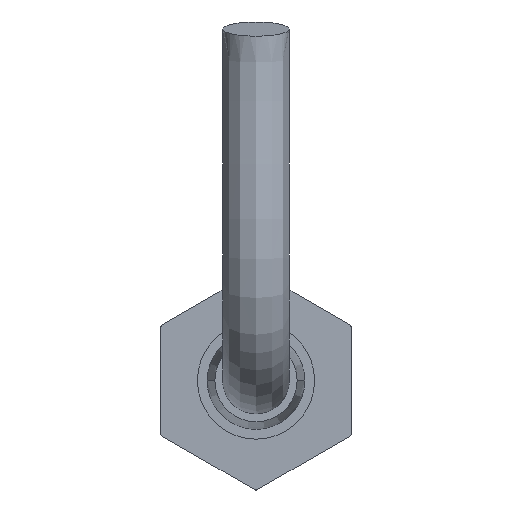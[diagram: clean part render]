
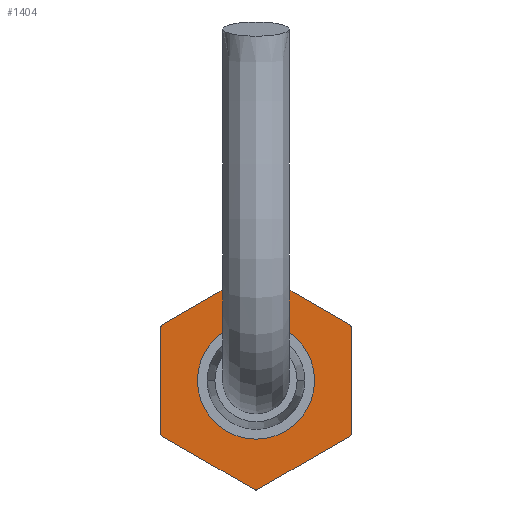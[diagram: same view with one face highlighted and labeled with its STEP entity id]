
A CAD part, front view. The second image highlights one B-rep face of the part: STEP entity #1404.
In plain terms, the highlighted face is planar.
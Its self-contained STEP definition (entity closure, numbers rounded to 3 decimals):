
#18 = EDGE_CURVE ( 'NONE', #447, #1159, #1842, .T. ) ;
#33 = AXIS2_PLACEMENT_3D ( 'NONE', #341, #1361, #1339 ) ;
#106 = ORIENTED_EDGE ( 'NONE', *, *, #1657, .F. ) ;
#112 = VERTEX_POINT ( 'NONE', #1138 ) ;
#115 = DIRECTION ( 'NONE',  ( 0., 0., -1. ) ) ;
#122 = CARTESIAN_POINT ( 'NONE',  ( 26., -3.784, 6.447 ) ) ;
#149 = ORIENTED_EDGE ( 'NONE', *, *, #361, .F. ) ;
#153 = ORIENTED_EDGE ( 'NONE', *, *, #825, .T. ) ;
#183 = AXIS2_PLACEMENT_3D ( 'NONE', #1413, #1879, #115 ) ;
#247 = VERTEX_POINT ( 'NONE', #1767 ) ;
#249 = ORIENTED_EDGE ( 'NONE', *, *, #1226, .T. ) ;
#297 = DIRECTION ( 'NONE',  ( 0., 0., -1. ) ) ;
#305 = CARTESIAN_POINT ( 'NONE',  ( 26., -7.475, 0.053 ) ) ;
#310 = DIRECTION ( 'NONE',  ( 0., 0., -1. ) ) ;
#314 = CARTESIAN_POINT ( 'NONE',  ( 26., -3.691, -6.5 ) ) ;
#316 = CARTESIAN_POINT ( 'NONE',  ( 26., -3.784, -6.447 ) ) ;
#333 = CIRCLE ( 'NONE', #400, 7.475 ) ;
#341 = CARTESIAN_POINT ( 'NONE',  ( 26., 0., 0. ) ) ;
#345 = CARTESIAN_POINT ( 'NONE',  ( 26., 0., 0. ) ) ;
#350 = ORIENTED_EDGE ( 'NONE', *, *, #1259, .F. ) ;
#361 = EDGE_CURVE ( 'NONE', #1664, #1289, #1327, .T. ) ;
#400 = AXIS2_PLACEMENT_3D ( 'NONE', #1628, #1633, #310 ) ;
#422 = DIRECTION ( 'NONE',  ( -1., 0., 0. ) ) ;
#437 = LINE ( 'NONE', #850, #1812 ) ;
#441 = EDGE_LOOP ( 'NONE', ( #149, #1691 ) ) ;
#447 = VERTEX_POINT ( 'NONE', #1487 ) ;
#455 = EDGE_CURVE ( 'NONE', #1897, #582, #1863, .T. ) ;
#462 = DIRECTION ( 'NONE',  ( 1., 0., 0. ) ) ;
#477 = DIRECTION ( 'NONE',  ( 0., 0., -1. ) ) ;
#502 = VECTOR ( 'NONE', #1826, 1000. ) ;
#528 = ORIENTED_EDGE ( 'NONE', *, *, #1242, .F. ) ;
#582 = VERTEX_POINT ( 'NONE', #669 ) ;
#630 = DIRECTION ( 'NONE',  ( -1., 0., 0. ) ) ;
#667 = LINE ( 'NONE', #1377, #502 ) ;
#669 = CARTESIAN_POINT ( 'NONE',  ( 26., -3.691, 6.5 ) ) ;
#682 = CARTESIAN_POINT ( 'NONE',  ( 26., 3.784, -6.447 ) ) ;
#702 = DIRECTION ( 'NONE',  ( 0., 0., -1. ) ) ;
#720 = DIRECTION ( 'NONE',  ( 0., -0.5, 0.866 ) ) ;
#722 = DIRECTION ( 'NONE',  ( 1., 0., 0. ) ) ;
#746 = VECTOR ( 'NONE', #1156, 1000. ) ;
#750 = EDGE_CURVE ( 'NONE', #1124, #758, #437, .T. ) ;
#758 = VERTEX_POINT ( 'NONE', #1004 ) ;
#769 = LINE ( 'NONE', #1295, #746 ) ;
#825 = EDGE_CURVE ( 'NONE', #1324, #112, #769, .T. ) ;
#843 = DIRECTION ( 'NONE',  ( 0., 1., 0. ) ) ;
#844 = LINE ( 'NONE', #1338, #1389 ) ;
#848 = CARTESIAN_POINT ( 'NONE',  ( 26., 0., 4. ) ) ;
#850 = CARTESIAN_POINT ( 'NONE',  ( 26., -3.753, -6.5 ) ) ;
#887 = AXIS2_PLACEMENT_3D ( 'NONE', #1196, #1798, #477 ) ;
#912 = ORIENTED_EDGE ( 'NONE', *, *, #750, .T. ) ;
#947 = EDGE_CURVE ( 'NONE', #1178, #112, #333, .T. ) ;
#961 = ORIENTED_EDGE ( 'NONE', *, *, #455, .F. ) ;
#969 = CIRCLE ( 'NONE', #33, 7.475 ) ;
#985 = AXIS2_PLACEMENT_3D ( 'NONE', #345, #630, #1684 ) ;
#993 = DIRECTION ( 'NONE',  ( -1., 0., 0. ) ) ;
#1004 = CARTESIAN_POINT ( 'NONE',  ( 26., 3.691, -6.5 ) ) ;
#1012 = FACE_OUTER_BOUND ( 'NONE', #1642, .T. ) ;
#1019 = EDGE_CURVE ( 'NONE', #1610, #247, #1188, .T. ) ;
#1046 = CARTESIAN_POINT ( 'NONE',  ( 26., 3.784, 6.447 ) ) ;
#1079 = AXIS2_PLACEMENT_3D ( 'NONE', #1614, #722, #1762 ) ;
#1084 = CARTESIAN_POINT ( 'NONE',  ( 26., 7.475, 0.053 ) ) ;
#1124 = VERTEX_POINT ( 'NONE', #314 ) ;
#1128 = ORIENTED_EDGE ( 'NONE', *, *, #1778, .F. ) ;
#1138 = CARTESIAN_POINT ( 'NONE',  ( 26., 7.475, -0.053 ) ) ;
#1139 = EDGE_CURVE ( 'NONE', #1475, #247, #969, .T. ) ;
#1148 = DIRECTION ( 'NONE',  ( 0., 0., -1. ) ) ;
#1156 = DIRECTION ( 'NONE',  ( 0., 0.5, 0.866 ) ) ;
#1158 = CARTESIAN_POINT ( 'NONE',  ( 26., 0., 0. ) ) ;
#1159 = VERTEX_POINT ( 'NONE', #1046 ) ;
#1178 = VERTEX_POINT ( 'NONE', #1084 ) ;
#1188 = LINE ( 'NONE', #1611, #1237 ) ;
#1196 = CARTESIAN_POINT ( 'NONE',  ( 26., 0., 0. ) ) ;
#1199 = DIRECTION ( 'NONE',  ( 0., 0.5, -0.866 ) ) ;
#1226 = EDGE_CURVE ( 'NONE', #1897, #1475, #1358, .T. ) ;
#1236 = DIRECTION ( 'NONE',  ( 0., -0.5, -0.866 ) ) ;
#1237 = VECTOR ( 'NONE', #720, 1000. ) ;
#1242 = EDGE_CURVE ( 'NONE', #582, #447, #667, .T. ) ;
#1259 = EDGE_CURVE ( 'NONE', #1124, #1610, #1760, .T. ) ;
#1289 = VERTEX_POINT ( 'NONE', #1591 ) ;
#1295 = CARTESIAN_POINT ( 'NONE',  ( 26., 3.753, -6.5 ) ) ;
#1324 = VERTEX_POINT ( 'NONE', #682 ) ;
#1327 = CIRCLE ( 'NONE', #887, 4. ) ;
#1338 = CARTESIAN_POINT ( 'NONE',  ( 26., 6.942, 0.977 ) ) ;
#1339 = DIRECTION ( 'NONE',  ( 0., 0., -1. ) ) ;
#1358 = LINE ( 'NONE', #1516, #1625 ) ;
#1361 = DIRECTION ( 'NONE',  ( 1., 0., 0. ) ) ;
#1366 = CIRCLE ( 'NONE', #1848, 7.475 ) ;
#1377 = CARTESIAN_POINT ( 'NONE',  ( 26., 5.25, 6.5 ) ) ;
#1382 = FACE_BOUND ( 'NONE', #441, .T. ) ;
#1389 = VECTOR ( 'NONE', #1199, 1000. ) ;
#1404 = ADVANCED_FACE ( 'NONE', ( #1382, #1012 ), #1454, .T. ) ;
#1413 = CARTESIAN_POINT ( 'NONE',  ( 26., 0., 0. ) ) ;
#1454 = PLANE ( 'NONE',  #1911 ) ;
#1462 = CARTESIAN_POINT ( 'NONE',  ( 26., 5.25, 0. ) ) ;
#1475 = VERTEX_POINT ( 'NONE', #305 ) ;
#1479 = EDGE_CURVE ( 'NONE', #1289, #1664, #1526, .T. ) ;
#1487 = CARTESIAN_POINT ( 'NONE',  ( 26., 3.691, 6.5 ) ) ;
#1497 = ORIENTED_EDGE ( 'NONE', *, *, #1139, .T. ) ;
#1516 = CARTESIAN_POINT ( 'NONE',  ( 26., -3.753, 6.5 ) ) ;
#1526 = CIRCLE ( 'NONE', #1079, 4. ) ;
#1588 = CARTESIAN_POINT ( 'NONE',  ( 26., 0., 0. ) ) ;
#1591 = CARTESIAN_POINT ( 'NONE',  ( 26., 0., -4. ) ) ;
#1610 = VERTEX_POINT ( 'NONE', #316 ) ;
#1611 = CARTESIAN_POINT ( 'NONE',  ( 26., -4.317, -5.523 ) ) ;
#1614 = CARTESIAN_POINT ( 'NONE',  ( 26., 0., 0. ) ) ;
#1625 = VECTOR ( 'NONE', #1236, 1000. ) ;
#1628 = CARTESIAN_POINT ( 'NONE',  ( 26., 0., 0. ) ) ;
#1633 = DIRECTION ( 'NONE',  ( -1., 0., 0. ) ) ;
#1642 = EDGE_LOOP ( 'NONE', ( #1646, #350, #912, #106, #153, #1755, #1128, #1777, #528, #961, #249, #1497 ) ) ;
#1646 = ORIENTED_EDGE ( 'NONE', *, *, #1019, .F. ) ;
#1657 = EDGE_CURVE ( 'NONE', #1324, #758, #1366, .T. ) ;
#1664 = VERTEX_POINT ( 'NONE', #848 ) ;
#1684 = DIRECTION ( 'NONE',  ( 0., 0., -1. ) ) ;
#1691 = ORIENTED_EDGE ( 'NONE', *, *, #1479, .F. ) ;
#1692 = AXIS2_PLACEMENT_3D ( 'NONE', #1158, #993, #1148 ) ;
#1755 = ORIENTED_EDGE ( 'NONE', *, *, #947, .F. ) ;
#1760 = CIRCLE ( 'NONE', #1692, 7.475 ) ;
#1762 = DIRECTION ( 'NONE',  ( 0., 0., -1. ) ) ;
#1767 = CARTESIAN_POINT ( 'NONE',  ( 26., -7.475, -0.053 ) ) ;
#1777 = ORIENTED_EDGE ( 'NONE', *, *, #18, .F. ) ;
#1778 = EDGE_CURVE ( 'NONE', #1159, #1178, #844, .T. ) ;
#1798 = DIRECTION ( 'NONE',  ( 1., 0., 0. ) ) ;
#1812 = VECTOR ( 'NONE', #843, 1000. ) ;
#1826 = DIRECTION ( 'NONE',  ( 0., 1., 0. ) ) ;
#1842 = CIRCLE ( 'NONE', #183, 7.475 ) ;
#1848 = AXIS2_PLACEMENT_3D ( 'NONE', #1588, #422, #702 ) ;
#1863 = CIRCLE ( 'NONE', #985, 7.475 ) ;
#1879 = DIRECTION ( 'NONE',  ( -1., 0., 0. ) ) ;
#1897 = VERTEX_POINT ( 'NONE', #122 ) ;
#1911 = AXIS2_PLACEMENT_3D ( 'NONE', #1462, #462, #297 ) ;
